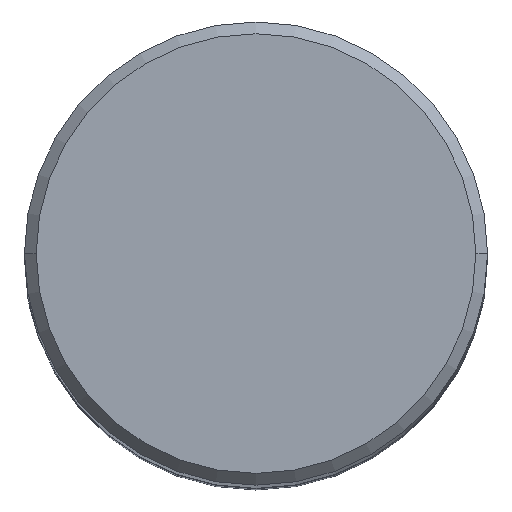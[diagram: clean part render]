
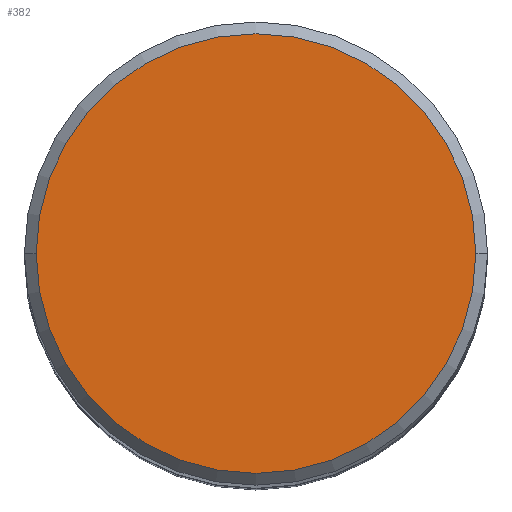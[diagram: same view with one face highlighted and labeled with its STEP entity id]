
A CAD part, top view. The second image highlights one B-rep face of the part: STEP entity #382.
In plain terms, the highlighted planar face has unit normal (0, 0, 1).
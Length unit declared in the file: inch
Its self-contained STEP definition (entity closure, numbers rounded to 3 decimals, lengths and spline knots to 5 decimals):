
#17 = PLANE ( 'NONE',  #523 ) ;
#20 = CARTESIAN_POINT ( 'NONE',  ( 0., 0., 0. ) ) ;
#59 = AXIS2_PLACEMENT_3D ( 'NONE', #520, #447, #220 ) ;
#93 = FACE_OUTER_BOUND ( 'NONE', #426, .T. ) ;
#96 = DIRECTION ( 'NONE',  ( -1., 0., 0. ) ) ;
#153 = EDGE_CURVE ( 'NONE', #537, #407, #183, .T. ) ;
#166 = CIRCLE ( 'NONE', #359, 0.3737 ) ;
#183 = CIRCLE ( 'NONE', #59, 0.3737 ) ;
#220 = DIRECTION ( 'NONE',  ( -1., 0., 0. ) ) ;
#307 = DIRECTION ( 'NONE',  ( 1., 0., 0. ) ) ;
#308 = ORIENTED_EDGE ( 'NONE', *, *, #402, .F. ) ;
#310 = DIRECTION ( 'NONE',  ( 0., 0., -1. ) ) ;
#319 = CARTESIAN_POINT ( 'NONE',  ( 0.3737, 0., 0. ) ) ;
#323 = CARTESIAN_POINT ( 'NONE',  ( 0., 0.3737, 0. ) ) ;
#359 = AXIS2_PLACEMENT_3D ( 'NONE', #20, #310, #96 ) ;
#382 = ADVANCED_FACE ( 'NONE', ( #93 ), #17, .T. ) ;
#402 = EDGE_CURVE ( 'NONE', #407, #537, #166, .T. ) ;
#407 = VERTEX_POINT ( 'NONE', #319 ) ;
#424 = CARTESIAN_POINT ( 'NONE',  ( -0.3737, 0., 0. ) ) ;
#426 = EDGE_LOOP ( 'NONE', ( #470, #308 ) ) ;
#447 = DIRECTION ( 'NONE',  ( 0., 0., -1. ) ) ;
#470 = ORIENTED_EDGE ( 'NONE', *, *, #153, .F. ) ;
#500 = DIRECTION ( 'NONE',  ( 0., 0., 1. ) ) ;
#520 = CARTESIAN_POINT ( 'NONE',  ( 0., 0., 0. ) ) ;
#523 = AXIS2_PLACEMENT_3D ( 'NONE', #323, #500, #307 ) ;
#537 = VERTEX_POINT ( 'NONE', #424 ) ;
